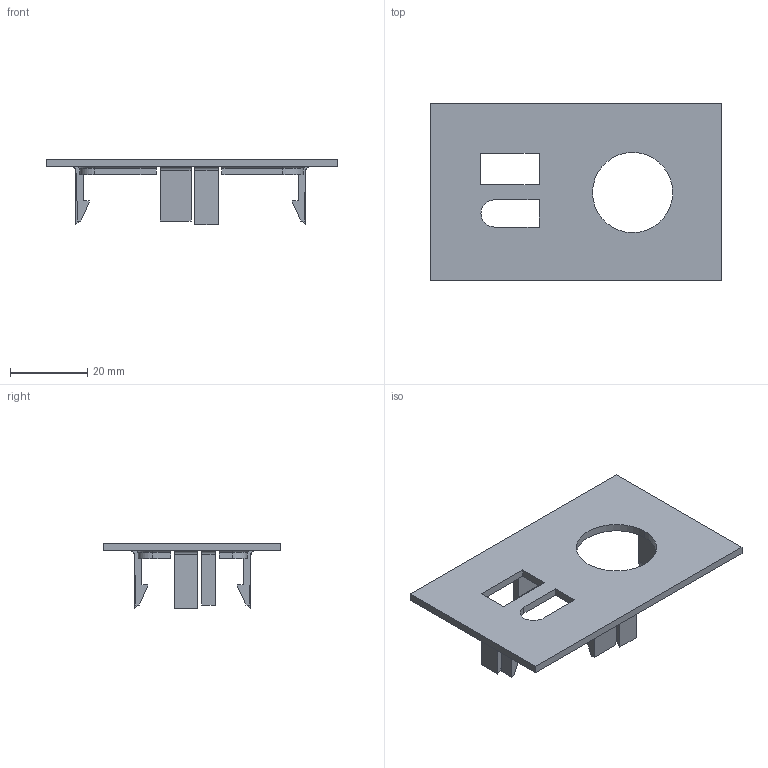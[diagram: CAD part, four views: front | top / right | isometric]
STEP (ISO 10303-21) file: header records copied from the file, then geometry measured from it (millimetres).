
FILE_DESCRIPTION (( 'STEP AP203' ), '1' );
FILE_NAME ('retainer_005.STEP', '2024-02-02T14:03:43', ( '' ), ( '' ), 'SwSTEP 2.0', 'SolidWorks 2023', '' );
FILE_SCHEMA (( 'CONFIG_CONTROL_DESIGN' ));
Length unit declared in the file: millimetre
Products named in the file (1): retainer_005
Bounding box: 75.5 x 45.9 x 17 mm (x, y, z)
Volume: 7329.3 mm3; surface area: 8745.5 mm2
Topology: 1 solids, 1 shells, 145 faces, 377 edges, 246 vertices
Faces by surface type: plane 89, cylinder 48, torus 8
Entity records: 4516 total; most frequent: DIRECTION 773, CARTESIAN_POINT 769, ORIENTED_EDGE 754, EDGE_CURVE 377, LINE 273, VECTOR 273, AXIS2_PLACEMENT_3D 250, VERTEX_POINT 246
